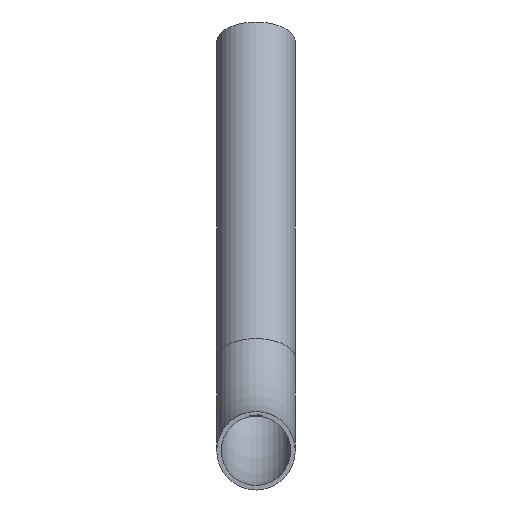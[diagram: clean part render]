
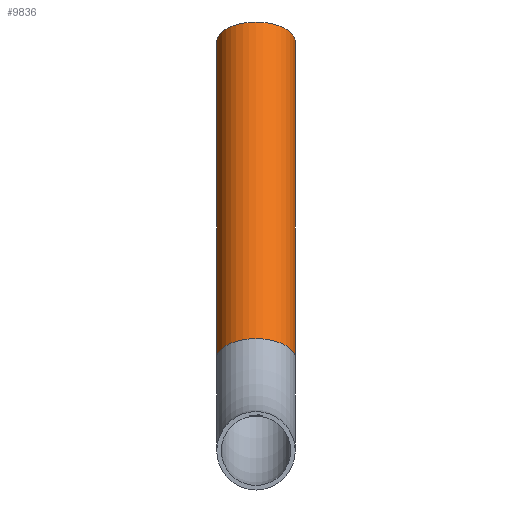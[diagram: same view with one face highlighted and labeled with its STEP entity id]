
A CAD part, front view. The second image highlights one B-rep face of the part: STEP entity #9836.
In plain terms, the highlighted cylindrical face has radius 21.2 mm (diameter 42.4 mm), a full revolution.
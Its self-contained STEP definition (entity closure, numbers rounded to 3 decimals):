
#477 = DIRECTION ( 'NONE',  ( 0., -0.866, 0.5 ) ) ;
#1210 = EDGE_LOOP ( 'NONE', ( #1890 ) ) ;
#1617 = EDGE_LOOP ( 'NONE', ( #1865 ) ) ;
#1865 = ORIENTED_EDGE ( 'NONE', *, *, #10983, .F. ) ;
#1890 = ORIENTED_EDGE ( 'NONE', *, *, #5065, .T. ) ;
#1952 = DIRECTION ( 'NONE',  ( 0., -0.866, 0.5 ) ) ;
#2723 = CYLINDRICAL_SURFACE ( 'NONE', #11048, 21.2 ) ;
#2959 = DIRECTION ( 'NONE',  ( 0., 0.5, 0.866 ) ) ;
#3288 = CARTESIAN_POINT ( 'NONE',  ( 0., 383.063, 221.161 ) ) ;
#4031 = FACE_OUTER_BOUND ( 'NONE', #1210, .T. ) ;
#4763 = CARTESIAN_POINT ( 'NONE',  ( 0., 265.883, 60.6 ) ) ;
#5065 = EDGE_CURVE ( 'NONE', #7905, #7905, #11143, .T. ) ;
#5510 = FACE_OUTER_BOUND ( 'NONE', #1617, .T. ) ;
#6980 = CARTESIAN_POINT ( 'NONE',  ( 0., 284.243, 50. ) ) ;
#7085 = AXIS2_PLACEMENT_3D ( 'NONE', #3288, #10728, #477 ) ;
#7532 = CARTESIAN_POINT ( 'NONE',  ( 0., 284.243, 50. ) ) ;
#7872 = DIRECTION ( 'NONE',  ( 0., 0.5, 0.866 ) ) ;
#7905 = VERTEX_POINT ( 'NONE', #4763 ) ;
#9645 = VERTEX_POINT ( 'NONE', #10187 ) ;
#9836 = ADVANCED_FACE ( 'NONE', ( #4031, #5510 ), #2723, .T. ) ;
#10187 = CARTESIAN_POINT ( 'NONE',  ( 0., 364.703, 231.761 ) ) ;
#10728 = DIRECTION ( 'NONE',  ( 0., 0.5, 0.866 ) ) ;
#10983 = EDGE_CURVE ( 'NONE', #9645, #9645, #11749, .T. ) ;
#10996 = AXIS2_PLACEMENT_3D ( 'NONE', #7532, #2959, #1952 ) ;
#11048 = AXIS2_PLACEMENT_3D ( 'NONE', #6980, #7872, #11712 ) ;
#11143 = CIRCLE ( 'NONE', #10996, 21.2 ) ;
#11712 = DIRECTION ( 'NONE',  ( 0., -0.866, 0.5 ) ) ;
#11749 = CIRCLE ( 'NONE', #7085, 21.2 ) ;
